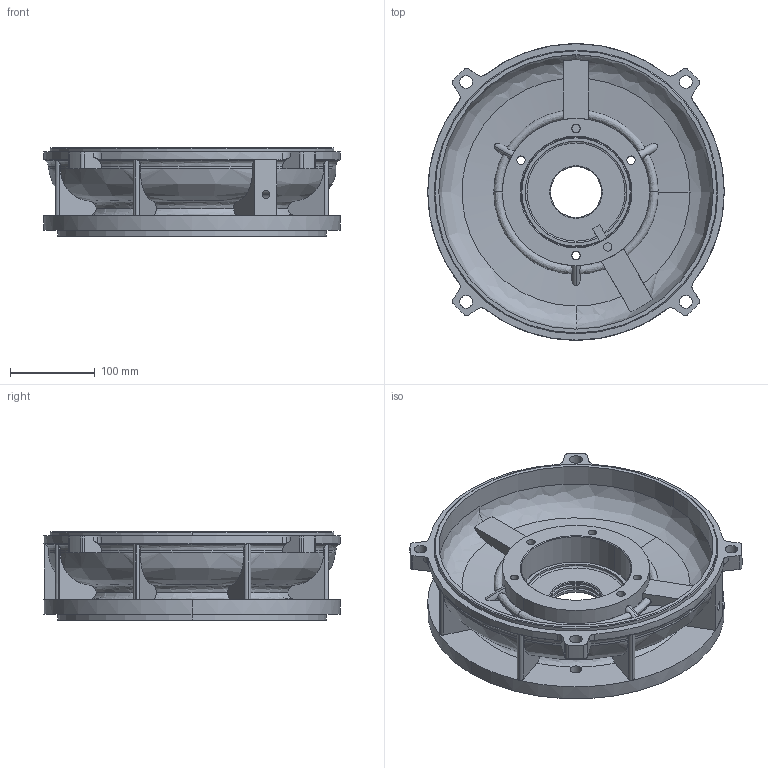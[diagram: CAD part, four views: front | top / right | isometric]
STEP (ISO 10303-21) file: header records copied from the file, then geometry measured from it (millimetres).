
FILE_DESCRIPTION (( 'STEP AP214' ), '1' );
FILE_NAME ('MTAP2-CFACE-320TC.STEP', '2018-12-11T00:41:26', ( '' ), ( '' ), 'SwSTEP 2.0', 'SolidWorks 2017', '' );
FILE_SCHEMA (( 'AUTOMOTIVE_DESIGN' ));
Length unit declared in the file: inch
Products named in the file (1): MTAP2-CFACE-320TC
Bounding box: 350 x 350 x 104.6 mm (x, y, z)
Volume: 3359176.5 mm3; surface area: 673146.1 mm2
Topology: 10 solids, 10 shells, 475 faces, 1312 edges, 820 vertices
Faces by surface type: cylinder 179, bspline 169, plane 86, cone 41
Entity records: 28336 total; most frequent: CARTESIAN_POINT 10803, ORIENTED_EDGE 2604, DIRECTION 2144, EDGE_CURVE 1302, AXIS2_PLACEMENT_3D 910, VERTEX_POINT 820, CIRCLE 603, EDGE_LOOP 518
